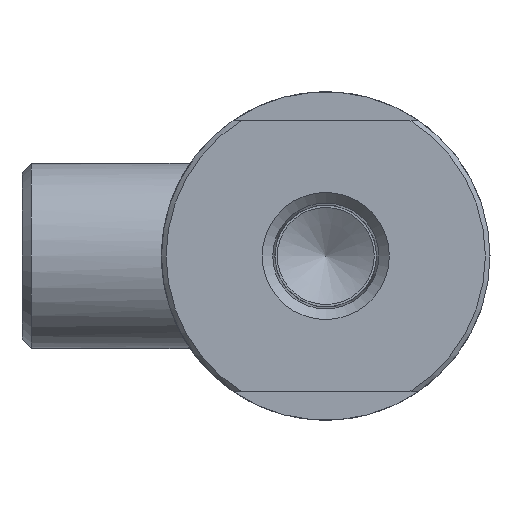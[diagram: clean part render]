
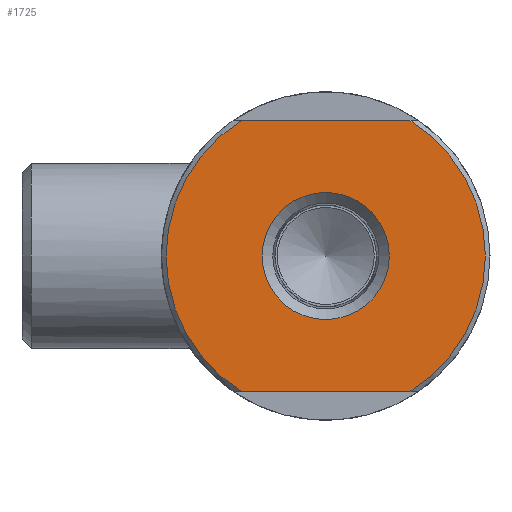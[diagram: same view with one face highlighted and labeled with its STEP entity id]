
A CAD part, left-side view. The second image highlights one B-rep face of the part: STEP entity #1725.
In plain terms, the highlighted planar face has unit normal (-1, 0, 0).
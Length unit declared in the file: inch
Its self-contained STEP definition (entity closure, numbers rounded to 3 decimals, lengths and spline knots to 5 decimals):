
#64=LINE($,#2389,#198);
#69=LINE($,#2417,#203);
#198=VECTOR($,#1932,0.54339);
#203=VECTOR($,#1955,0.54339);
#378=PLANE($,#1881);
#417=FACE_BOUND($,#623,.T.);
#418=FACE_BOUND($,#624,.T.);
#623=EDGE_LOOP($,(#1583));
#624=EDGE_LOOP($,(#1584,#1585,#1586,#1587));
#650=CIRCLE($,#1744,0.205);
#659=CIRCLE($,#1760,0.515);
#705=CIRCLE($,#1882,0.515);
#714=VERTEX_POINT($,#2365);
#721=VERTEX_POINT($,#2384);
#722=VERTEX_POINT($,#2388);
#729=VERTEX_POINT($,#2408);
#730=VERTEX_POINT($,#2416);
#883=EDGE_CURVE($,#714,#714,#650,.T.);
#891=EDGE_CURVE($,#722,#721,#64,.T.);
#900=EDGE_CURVE($,#722,#729,#659,.T.);
#903=EDGE_CURVE($,#730,#729,#69,.T.);
#1117=EDGE_CURVE($,#730,#721,#705,.T.);
#1583=ORIENTED_EDGE($,*,*,#883,.T.);
#1584=ORIENTED_EDGE($,*,*,#891,.T.);
#1585=ORIENTED_EDGE($,*,*,#1117,.F.);
#1586=ORIENTED_EDGE($,*,*,#903,.T.);
#1587=ORIENTED_EDGE($,*,*,#900,.F.);
#1725=ADVANCED_FACE($,(#417,#418),#378,.T.);
#1744=AXIS2_PLACEMENT_3D($,#2366,#1910,#1911);
#1760=AXIS2_PLACEMENT_3D($,#2409,#1948,#1949);
#1881=AXIS2_PLACEMENT_3D($,#3003,#2318,#2319);
#1882=AXIS2_PLACEMENT_3D($,#3004,#2320,#2321);
#1910=DIRECTION('center_axis',(1.,0.,0.));
#1911=DIRECTION('ref_axis',(0.,-1.,0.));
#1932=DIRECTION($,(0.,1.,0.));
#1948=DIRECTION('center_axis',(1.,0.,0.));
#1949=DIRECTION('ref_axis',(0.,1.,0.));
#1955=DIRECTION($,(0.,-1.,0.));
#2318=DIRECTION('center_axis',(-1.,0.,0.));
#2319=DIRECTION('ref_axis',(0.,0.,1.));
#2320=DIRECTION('center_axis',(1.,0.,0.));
#2321=DIRECTION('ref_axis',(0.,1.,0.));
#2365=CARTESIAN_POINT('',(0.,-0.205,0.));
#2366=CARTESIAN_POINT('Origin',(0.,0.,
0.));
#2384=CARTESIAN_POINT('',(0.,0.2717,0.4375));
#2388=CARTESIAN_POINT('',(0.,-0.2717,0.4375));
#2389=CARTESIAN_POINT($,(0.,-0.12875,0.4375));
#2408=CARTESIAN_POINT('',(0.,-0.2717,-0.4375));
#2409=CARTESIAN_POINT('Origin',(0.,0.,0.));
#2416=CARTESIAN_POINT('',(0.,0.2717,-0.4375));
#2417=CARTESIAN_POINT($,(0.,-0.12875,-0.4375));
#3003=CARTESIAN_POINT('Origin',(0.,0.2575,0.));
#3004=CARTESIAN_POINT('Origin',(0.,0.,0.));
